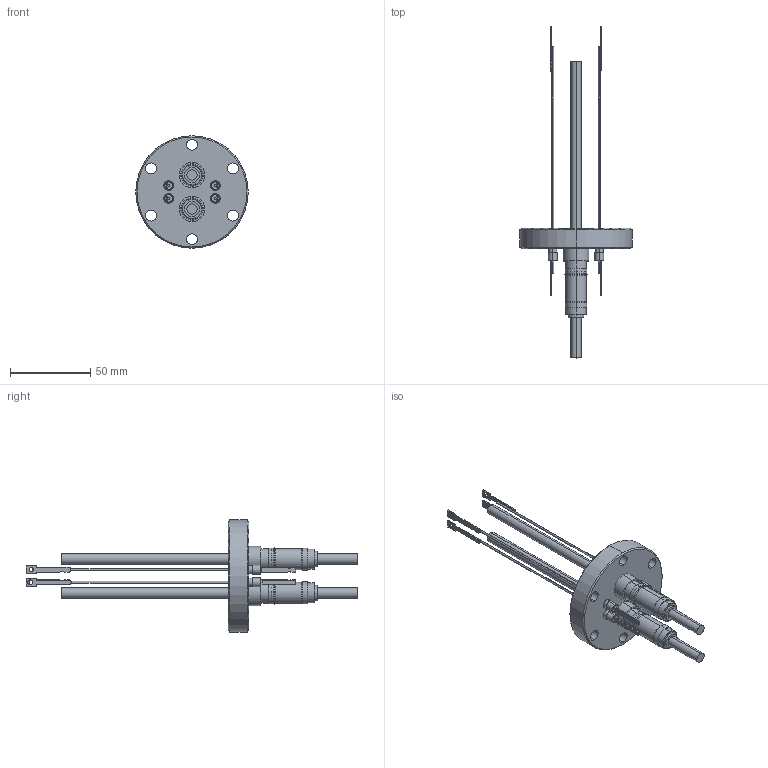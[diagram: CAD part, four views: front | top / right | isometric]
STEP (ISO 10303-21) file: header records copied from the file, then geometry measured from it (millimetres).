
FILE_DESCRIPTION (( 'STEP AP203' ), '1' );
FILE_NAME ('A0798-3-CF.STEP', '2013-04-17T11:08:13', ( '' ), ( '' ), 'SwSTEP 2.0', 'SolidWorks 2012', '' );
FILE_SCHEMA (( 'CONFIG_CONTROL_DESIGN' ));
Length unit declared in the file: inch
Products named in the file (1): A0798-3-CF
Bounding box: 69.85 x 206.21 x 69.85 mm (x, y, z)
Volume: 63549.6 mm3; surface area: 29234.7 mm2
Topology: 5 solids, 7 shells, 406 faces, 953 edges, 620 vertices
Faces by surface type: cylinder 202, plane 141, cone 51, bspline 12
Entity records: 12046 total; most frequent: DIRECTION 2217, CARTESIAN_POINT 2202, ORIENTED_EDGE 1906, EDGE_CURVE 953, AXIS2_PLACEMENT_3D 883, VERTEX_POINT 620, EDGE_LOOP 489, CIRCLE 488
